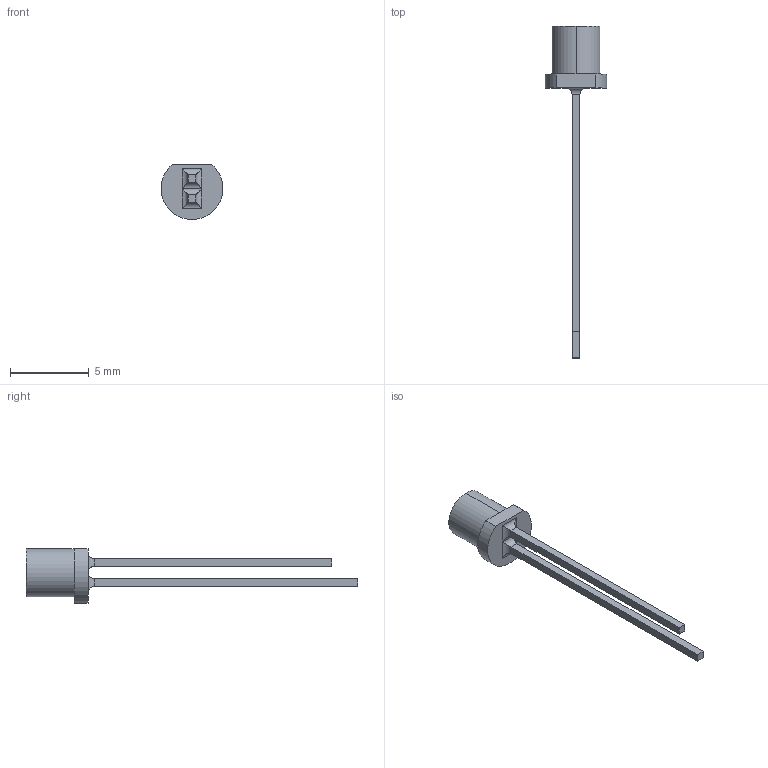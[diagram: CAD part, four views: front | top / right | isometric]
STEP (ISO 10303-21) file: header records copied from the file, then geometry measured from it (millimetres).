
FILE_DESCRIPTION (( 'STEP AP214' ), '1' );
FILE_NAME ('OP265WPS.STEP', '2018-03-29T18:20:10', ( '' ), ( '' ), 'SwSTEP 2.0', 'SolidWorks 2015', '' );
FILE_SCHEMA (( 'AUTOMOTIVE_DESIGN' ));
Length unit declared in the file: inch
Products named in the file (1): OP265WPS
Bounding box: 3.93 x 21.08 x 3.49 mm (x, y, z)
Volume: 41 mm3; surface area: 128.7 mm2
Topology: 1 solids, 1 shells, 25 faces, 52 edges, 30 vertices
Faces by surface type: plane 14, cylinder 11
Entity records: 810 total; most frequent: CARTESIAN_POINT 132, ORIENTED_EDGE 104, DIRECTION 102, EDGE_CURVE 52, VECTOR 38, LINE 38, AXIS2_PLACEMENT_3D 32, VERTEX_POINT 30
